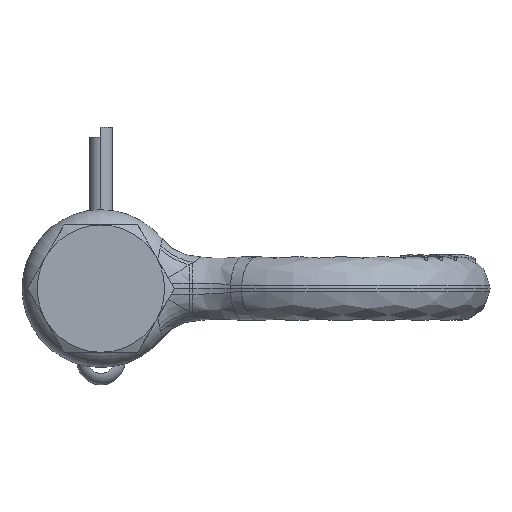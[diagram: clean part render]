
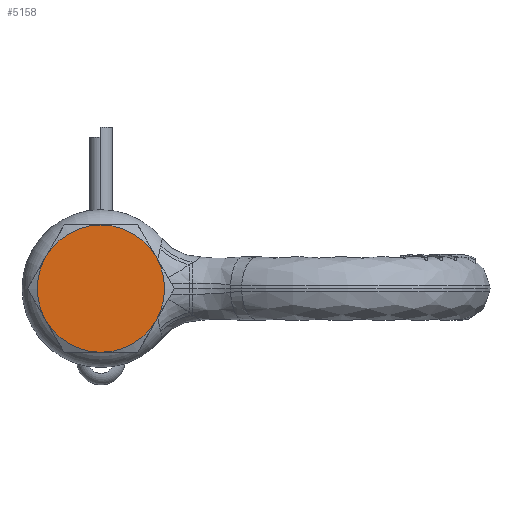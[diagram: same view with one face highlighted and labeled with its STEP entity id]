
A CAD part, left-side view. The second image highlights one B-rep face of the part: STEP entity #5158.
In plain terms, the highlighted planar face has unit normal (-1, 0, 0).
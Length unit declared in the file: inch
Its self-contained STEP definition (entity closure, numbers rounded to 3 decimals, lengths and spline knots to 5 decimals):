
#957=CARTESIAN_POINT('',(-0.67424,0.,0.));
#958=DIRECTION('',(-1.,0.,0.));
#959=DIRECTION('',(0.,0.,-1.));
#960=AXIS2_PLACEMENT_3D('',#957,#958,#959);
#962=CARTESIAN_POINT('',(-0.67424,0.,0.));
#963=DIRECTION('',(-1.,0.,0.));
#964=DIRECTION('',(0.,0.866,-0.5));
#965=AXIS2_PLACEMENT_3D('',#962,#963,#964);
#967=CARTESIAN_POINT('',(-0.67424,0.,0.));
#968=DIRECTION('',(-1.,0.,0.));
#969=DIRECTION('',(0.,0.866,0.5));
#970=AXIS2_PLACEMENT_3D('',#967,#968,#969);
#972=CARTESIAN_POINT('',(-0.67424,0.,0.));
#973=DIRECTION('',(-1.,0.,0.));
#974=DIRECTION('',(0.,0.,1.));
#975=AXIS2_PLACEMENT_3D('',#972,#973,#974);
#977=CARTESIAN_POINT('',(-0.67424,0.,0.));
#978=DIRECTION('',(-1.,0.,0.));
#979=DIRECTION('',(0.,-0.866,0.5));
#980=AXIS2_PLACEMENT_3D('',#977,#978,#979);
#982=CARTESIAN_POINT('',(-0.67424,0.,0.));
#983=DIRECTION('',(-1.,0.,0.));
#984=DIRECTION('',(0.,-0.866,-0.5));
#985=AXIS2_PLACEMENT_3D('',#982,#983,#984);
#3892=CARTESIAN_POINT('',(-0.67424,0.,-0.25));
#3893=CARTESIAN_POINT('',(-0.67424,-0.21651,
-0.125));
#3894=VERTEX_POINT('',#3892);
#3895=VERTEX_POINT('',#3893);
#3896=CARTESIAN_POINT('',(-0.67424,-0.21651,
0.125));
#3897=VERTEX_POINT('',#3896);
#3898=CARTESIAN_POINT('',(-0.67424,0.,0.25));
#3899=VERTEX_POINT('',#3898);
#3900=CARTESIAN_POINT('',(-0.67424,0.21651,
0.125));
#3901=VERTEX_POINT('',#3900);
#3902=CARTESIAN_POINT('',(-0.67424,0.21651,
-0.125));
#3903=VERTEX_POINT('',#3902);
#5142=CARTESIAN_POINT('',(-0.67424,0.,0.));
#5143=DIRECTION('',(-1.,0.,0.));
#5144=DIRECTION('',(0.,0.,1.));
#5145=AXIS2_PLACEMENT_3D('',#5142,#5143,#5144);
#5146=PLANE('',#5145);
#5148=ORIENTED_EDGE('',*,*,#5147,.F.);
#5149=ORIENTED_EDGE('',*,*,#5137,.F.);
#5150=ORIENTED_EDGE('',*,*,#5125,.F.);
#5151=ORIENTED_EDGE('',*,*,#5113,.F.);
#5153=ORIENTED_EDGE('',*,*,#5152,.F.);
#5155=ORIENTED_EDGE('',*,*,#5154,.F.);
#5156=EDGE_LOOP('',(#5148,#5149,#5150,#5151,#5153,#5155));
#5157=FACE_OUTER_BOUND('',#5156,.F.);
#5158=ADVANCED_FACE('',(#5157),#5146,.T.);
#961=CIRCLE('',#960,0.25);
#966=CIRCLE('',#965,0.25);
#971=CIRCLE('',#970,0.25);
#976=CIRCLE('',#975,0.25);
#981=CIRCLE('',#980,0.25);
#986=CIRCLE('',#985,0.25);
#5113=EDGE_CURVE('',#3899,#3901,#976,.T.);
#5125=EDGE_CURVE('',#3901,#3903,#971,.T.);
#5137=EDGE_CURVE('',#3903,#3894,#966,.T.);
#5147=EDGE_CURVE('',#3894,#3895,#961,.T.);
#5152=EDGE_CURVE('',#3897,#3899,#981,.T.);
#5154=EDGE_CURVE('',#3895,#3897,#986,.T.);
